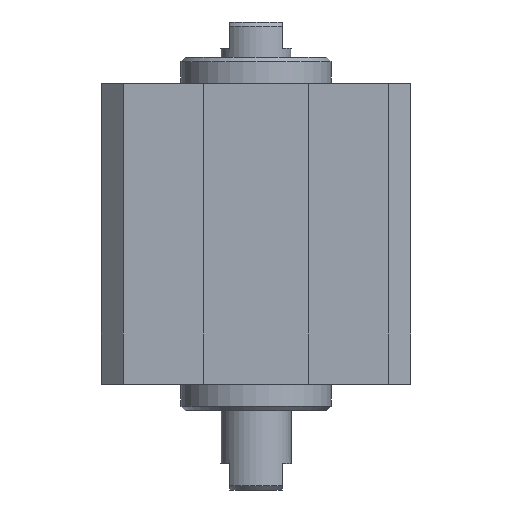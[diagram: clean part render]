
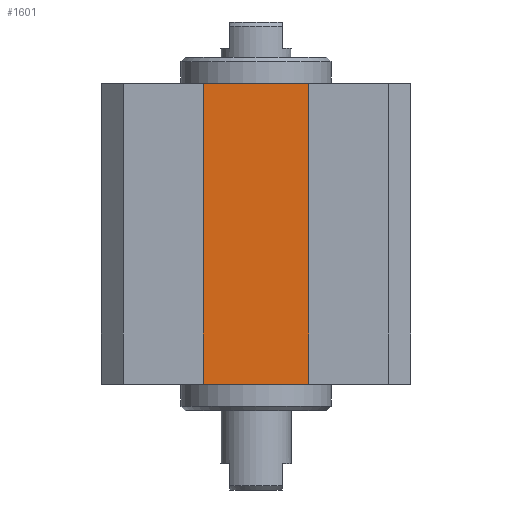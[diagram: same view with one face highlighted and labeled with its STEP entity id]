
A CAD part, front view. The second image highlights one B-rep face of the part: STEP entity #1601.
In plain terms, the highlighted planar face has unit normal (0, -1, 0).
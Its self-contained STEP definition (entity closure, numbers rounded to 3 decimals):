
#56=LINE('',#2378,#180);
#84=LINE('',#2504,#208);
#126=LINE('',#2622,#250);
#127=LINE('',#2624,#251);
#180=VECTOR('',#1885,16.2);
#208=VECTOR('',#2005,16.2);
#250=VECTOR('',#2137,34.);
#251=VECTOR('',#2140,34.);
#330=PLANE('',#1756);
#485=FACE_OUTER_BOUND('',#640,.T.);
#640=EDGE_LOOP('',(#1359,#1360,#1361,#1362));
#792=VERTEX_POINT('',#2375);
#793=VERTEX_POINT('',#2377);
#844=VERTEX_POINT('',#2501);
#845=VERTEX_POINT('',#2503);
#944=EDGE_CURVE('',#793,#792,#56,.T.);
#996=EDGE_CURVE('',#845,#844,#84,.T.);
#1050=EDGE_CURVE('',#792,#845,#126,.T.);
#1051=EDGE_CURVE('',#793,#844,#127,.T.);
#1359=ORIENTED_EDGE('',*,*,#996,.T.);
#1360=ORIENTED_EDGE('',*,*,#1051,.F.);
#1361=ORIENTED_EDGE('',*,*,#944,.T.);
#1362=ORIENTED_EDGE('',*,*,#1050,.T.);
#1601=ADVANCED_FACE('',(#485),#330,.T.);
#1756=AXIS2_PLACEMENT_3D('',#2623,#2138,#2139);
#1885=DIRECTION('',(1.,0.,0.));
#2005=DIRECTION('',(-1.,0.,0.));
#2137=DIRECTION('',(0.,0.,1.));
#2138=DIRECTION('center_axis',(0.,-1.,0.));
#2139=DIRECTION('ref_axis',(0.,0.,-1.));
#2140=DIRECTION('',(0.,0.,1.));
#2375=CARTESIAN_POINT('',(8.1,-12.,-19.5));
#2377=CARTESIAN_POINT('',(-8.1,-12.,-19.5));
#2378=CARTESIAN_POINT('',(-8.1,-12.,-19.5));
#2501=CARTESIAN_POINT('',(-8.1,-12.,14.5));
#2503=CARTESIAN_POINT('',(8.1,-12.,14.5));
#2504=CARTESIAN_POINT('',(-8.1,-12.,14.5));
#2622=CARTESIAN_POINT('',(8.1,-12.,0.));
#2623=CARTESIAN_POINT('Origin',(8.1,-12.,0.));
#2624=CARTESIAN_POINT('',(-8.1,-12.,0.));
